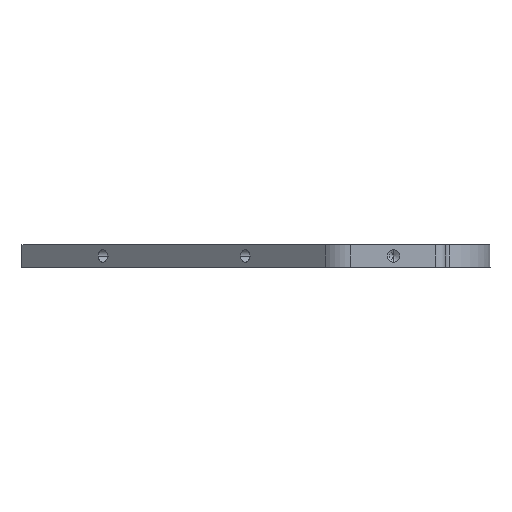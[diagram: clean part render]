
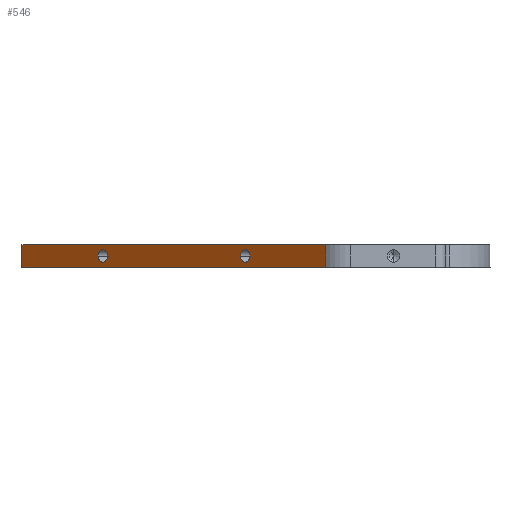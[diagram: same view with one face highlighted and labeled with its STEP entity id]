
A CAD part, left-side view. The second image highlights one B-rep face of the part: STEP entity #546.
In plain terms, the highlighted planar face has unit normal (-0.743, 0.669, 0).
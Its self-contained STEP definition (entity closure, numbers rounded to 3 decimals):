
#104 = VERTEX_POINT ( 'NONE', #4395 ) ;
#116 = ORIENTED_EDGE ( 'NONE', *, *, #2365, .F. ) ;
#144 = CARTESIAN_POINT ( 'NONE',  ( -12.34, 104., 6. ) ) ;
#201 = VERTEX_POINT ( 'NONE', #3771 ) ;
#233 = DIRECTION ( 'NONE',  ( 0., 0., -1. ) ) ;
#278 = ORIENTED_EDGE ( 'NONE', *, *, #2729, .T. ) ;
#363 = CIRCLE ( 'NONE', #2887, 1.65 ) ;
#546 = ADVANCED_FACE ( 'NONE', ( #4016, #1914, #2237 ), #1265, .F. ) ;
#637 = CARTESIAN_POINT ( 'NONE',  ( -12.34, 104., 6. ) ) ;
#672 = CARTESIAN_POINT ( 'NONE',  ( -12.34, 104., 0. ) ) ;
#707 = LINE ( 'NONE', #729, #2010 ) ;
#729 = CARTESIAN_POINT ( 'NONE',  ( -12.34, 104., 0. ) ) ;
#818 = LINE ( 'NONE', #144, #1489 ) ;
#859 = CARTESIAN_POINT ( 'NONE',  ( -85.405, 22.853, 6. ) ) ;
#973 = EDGE_LOOP ( 'NONE', ( #116, #2696 ) ) ;
#1045 = ORIENTED_EDGE ( 'NONE', *, *, #1503, .F. ) ;
#1078 = DIRECTION ( 'NONE',  ( -0.743, 0.669, 0. ) ) ;
#1095 = DIRECTION ( 'NONE',  ( 0., 0., -1. ) ) ;
#1105 = CIRCLE ( 'NONE', #2997, 1.65 ) ;
#1108 = ORIENTED_EDGE ( 'NONE', *, *, #1683, .T. ) ;
#1110 = AXIS2_PLACEMENT_3D ( 'NONE', #1126, #2119, #1827 ) ;
#1126 = CARTESIAN_POINT ( 'NONE',  ( -66., 44.404, 3. ) ) ;
#1260 = DIRECTION ( 'NONE',  ( -0.669, -0.743, 0. ) ) ;
#1265 = PLANE ( 'NONE',  #3182 ) ;
#1362 = CARTESIAN_POINT ( 'NONE',  ( -31.745, 82.449, 3. ) ) ;
#1367 = ORIENTED_EDGE ( 'NONE', *, *, #3441, .F. ) ;
#1413 = EDGE_LOOP ( 'NONE', ( #278, #1045, #4320, #1108 ) ) ;
#1489 = VECTOR ( 'NONE', #4318, 1000. ) ;
#1503 = EDGE_CURVE ( 'NONE', #1569, #2331, #4298, .T. ) ;
#1569 = VERTEX_POINT ( 'NONE', #859 ) ;
#1617 = LINE ( 'NONE', #637, #3836 ) ;
#1683 = EDGE_CURVE ( 'NONE', #4124, #2077, #1617, .T. ) ;
#1827 = DIRECTION ( 'NONE',  ( -0.669, -0.743, 0. ) ) ;
#1881 = CARTESIAN_POINT ( 'NONE',  ( -85.405, 22.853, 6. ) ) ;
#1914 = FACE_BOUND ( 'NONE', #973, .T. ) ;
#1939 = DIRECTION ( 'NONE',  ( 0.743, -0.669, 0. ) ) ;
#2010 = VECTOR ( 'NONE', #2085, 1000. ) ;
#2077 = VERTEX_POINT ( 'NONE', #672 ) ;
#2085 = DIRECTION ( 'NONE',  ( -0.669, -0.743, 0. ) ) ;
#2119 = DIRECTION ( 'NONE',  ( -0.743, 0.669, 0. ) ) ;
#2163 = CARTESIAN_POINT ( 'NONE',  ( -31.745, 82.449, 3. ) ) ;
#2173 = VECTOR ( 'NONE', #1095, 1000. ) ;
#2237 = FACE_OUTER_BOUND ( 'NONE', #1413, .T. ) ;
#2331 = VERTEX_POINT ( 'NONE', #3691 ) ;
#2365 = EDGE_CURVE ( 'NONE', #104, #2525, #363, .T. ) ;
#2525 = VERTEX_POINT ( 'NONE', #4213 ) ;
#2549 = CIRCLE ( 'NONE', #3006, 1.65 ) ;
#2611 = CARTESIAN_POINT ( 'NONE',  ( -12.34, 104., 6. ) ) ;
#2696 = ORIENTED_EDGE ( 'NONE', *, *, #3936, .F. ) ;
#2729 = EDGE_CURVE ( 'NONE', #2077, #2331, #707, .T. ) ;
#2810 = DIRECTION ( 'NONE',  ( -0.669, -0.743, 0. ) ) ;
#2887 = AXIS2_PLACEMENT_3D ( 'NONE', #3785, #4121, #1260 ) ;
#2927 = DIRECTION ( 'NONE',  ( 0.669, 0.743, 0. ) ) ;
#2997 = AXIS2_PLACEMENT_3D ( 'NONE', #1362, #4151, #2810 ) ;
#3006 = AXIS2_PLACEMENT_3D ( 'NONE', #2163, #1078, #3134 ) ;
#3134 = DIRECTION ( 'NONE',  ( -0.669, -0.743, 0. ) ) ;
#3182 = AXIS2_PLACEMENT_3D ( 'NONE', #3630, #1939, #2927 ) ;
#3238 = VERTEX_POINT ( 'NONE', #4079 ) ;
#3441 = EDGE_CURVE ( 'NONE', #3238, #201, #1105, .T. ) ;
#3630 = CARTESIAN_POINT ( 'NONE',  ( -12.34, 104., 6. ) ) ;
#3691 = CARTESIAN_POINT ( 'NONE',  ( -85.405, 22.853, 0. ) ) ;
#3771 = CARTESIAN_POINT ( 'NONE',  ( -30.64, 83.675, 3. ) ) ;
#3785 = CARTESIAN_POINT ( 'NONE',  ( -66., 44.404, 3. ) ) ;
#3801 = CIRCLE ( 'NONE', #1110, 1.65 ) ;
#3836 = VECTOR ( 'NONE', #233, 1000. ) ;
#3930 = EDGE_CURVE ( 'NONE', #201, #3238, #2549, .T. ) ;
#3936 = EDGE_CURVE ( 'NONE', #2525, #104, #3801, .T. ) ;
#4016 = FACE_BOUND ( 'NONE', #4315, .T. ) ;
#4079 = CARTESIAN_POINT ( 'NONE',  ( -32.849, 81.223, 3. ) ) ;
#4121 = DIRECTION ( 'NONE',  ( -0.743, 0.669, 0. ) ) ;
#4124 = VERTEX_POINT ( 'NONE', #2611 ) ;
#4151 = DIRECTION ( 'NONE',  ( -0.743, 0.669, 0. ) ) ;
#4213 = CARTESIAN_POINT ( 'NONE',  ( -64.896, 45.63, 3. ) ) ;
#4247 = ORIENTED_EDGE ( 'NONE', *, *, #3930, .F. ) ;
#4298 = LINE ( 'NONE', #1881, #2173 ) ;
#4315 = EDGE_LOOP ( 'NONE', ( #1367, #4247 ) ) ;
#4318 = DIRECTION ( 'NONE',  ( -0.669, -0.743, 0. ) ) ;
#4320 = ORIENTED_EDGE ( 'NONE', *, *, #4394, .F. ) ;
#4394 = EDGE_CURVE ( 'NONE', #4124, #1569, #818, .T. ) ;
#4395 = CARTESIAN_POINT ( 'NONE',  ( -67.104, 43.178, 3. ) ) ;
